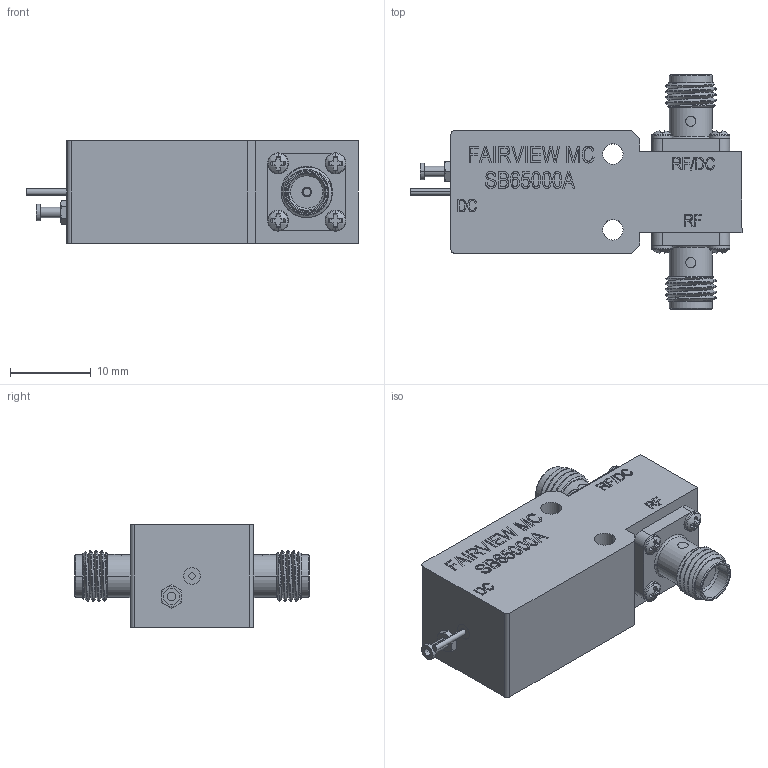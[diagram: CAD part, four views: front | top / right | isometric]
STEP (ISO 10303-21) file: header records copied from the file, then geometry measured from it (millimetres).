
FILE_DESCRIPTION (( 'STEP AP203' ), '1' );
FILE_NAME ('SB65000A.step', '2018-09-05T14:33:24', ( '' ), ( '' ), 'SwSTEP 2.0', 'SolidWorks 2017', '' );
FILE_SCHEMA (( 'CONFIG_CONTROL_DESIGN' ));
Length unit declared in the file: inch
Products named in the file (1): SB65000A
Bounding box: 41.15 x 29.08 x 12.7 mm (x, y, z)
Volume: 6605.4 mm3; surface area: 3261.3 mm2
Topology: 1 solids, 9 shells, 784 faces, 2053 edges, 1351 vertices
Faces by surface type: plane 430, bspline 181, cylinder 98, cone 71, torus 4
Entity records: 34525 total; most frequent: CARTESIAN_POINT 16662, ORIENTED_EDGE 4106, DIRECTION 2964, EDGE_CURVE 2053, VERTEX_POINT 1351, VECTOR 1110, LINE 1110, AXIS2_PLACEMENT_3D 927
